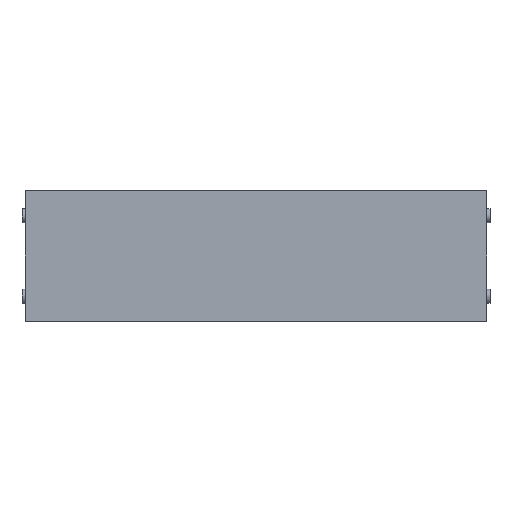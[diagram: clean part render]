
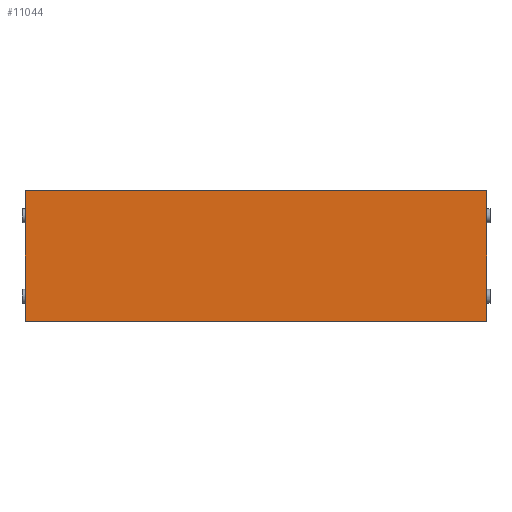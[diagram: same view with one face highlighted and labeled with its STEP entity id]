
A CAD part, front view. The second image highlights one B-rep face of the part: STEP entity #11044.
In plain terms, the highlighted planar face has unit normal (0, -1, 0).
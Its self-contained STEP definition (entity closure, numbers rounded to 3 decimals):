
#34 = LINE ( 'NONE', #3828, #4140 ) ;
#685 = VECTOR ( 'NONE', #5847, 1000. ) ;
#1439 = EDGE_LOOP ( 'NONE', ( #6982, #10168, #10467, #1546 ) ) ;
#1546 = ORIENTED_EDGE ( 'NONE', *, *, #9026, .T. ) ;
#1599 = CARTESIAN_POINT ( 'NONE',  ( 230., -20., 65. ) ) ;
#1759 = VERTEX_POINT ( 'NONE', #4785 ) ;
#1795 = EDGE_CURVE ( 'NONE', #1759, #9813, #34, .T. ) ;
#1803 = VERTEX_POINT ( 'NONE', #8134 ) ;
#2678 = CARTESIAN_POINT ( 'NONE',  ( -230., -20., 65. ) ) ;
#2988 = CARTESIAN_POINT ( 'NONE',  ( -230., -20., -65. ) ) ;
#2996 = PLANE ( 'NONE',  #11402 ) ;
#3117 = FACE_OUTER_BOUND ( 'NONE', #1439, .T. ) ;
#3387 = EDGE_CURVE ( 'NONE', #5513, #1759, #3969, .T. ) ;
#3828 = CARTESIAN_POINT ( 'NONE',  ( 230., -20., 65. ) ) ;
#3969 = LINE ( 'NONE', #9229, #685 ) ;
#4140 = VECTOR ( 'NONE', #11110, 1000. ) ;
#4785 = CARTESIAN_POINT ( 'NONE',  ( 230., -20., -65. ) ) ;
#5513 = VERTEX_POINT ( 'NONE', #2988 ) ;
#5826 = DIRECTION ( 'NONE',  ( 0., -1., 0. ) ) ;
#5847 = DIRECTION ( 'NONE',  ( 1., 0., 0. ) ) ;
#6276 = DIRECTION ( 'NONE',  ( -1., 0., 0. ) ) ;
#6754 = EDGE_CURVE ( 'NONE', #1803, #5513, #7371, .T. ) ;
#6982 = ORIENTED_EDGE ( 'NONE', *, *, #6754, .T. ) ;
#7371 = LINE ( 'NONE', #8506, #8743 ) ;
#7605 = DIRECTION ( 'NONE',  ( 0., 0., -1. ) ) ;
#7838 = VECTOR ( 'NONE', #6276, 1000. ) ;
#8134 = CARTESIAN_POINT ( 'NONE',  ( -230., -20., 65. ) ) ;
#8506 = CARTESIAN_POINT ( 'NONE',  ( -230., -20., 65. ) ) ;
#8743 = VECTOR ( 'NONE', #7605, 1000. ) ;
#9026 = EDGE_CURVE ( 'NONE', #9813, #1803, #10734, .T. ) ;
#9229 = CARTESIAN_POINT ( 'NONE',  ( -230., -20., -65. ) ) ;
#9451 = DIRECTION ( 'NONE',  ( 0., 0., -1. ) ) ;
#9813 = VERTEX_POINT ( 'NONE', #1599 ) ;
#10168 = ORIENTED_EDGE ( 'NONE', *, *, #3387, .T. ) ;
#10334 = CARTESIAN_POINT ( 'NONE',  ( 0., -20., 0. ) ) ;
#10467 = ORIENTED_EDGE ( 'NONE', *, *, #1795, .T. ) ;
#10734 = LINE ( 'NONE', #2678, #7838 ) ;
#11044 = ADVANCED_FACE ( 'NONE', ( #3117 ), #2996, .T. ) ;
#11110 = DIRECTION ( 'NONE',  ( 0., 0., 1. ) ) ;
#11402 = AXIS2_PLACEMENT_3D ( 'NONE', #10334, #5826, #9451 ) ;
